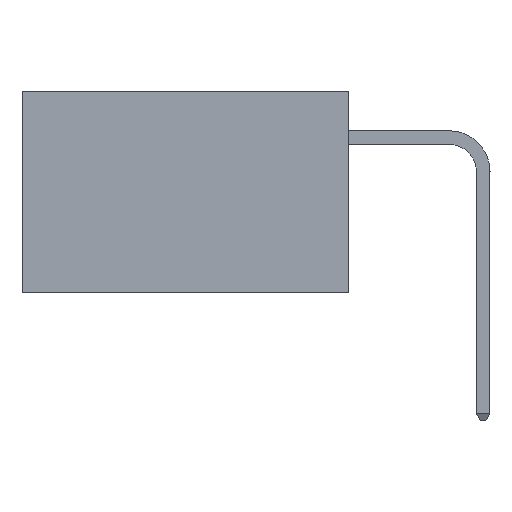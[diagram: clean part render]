
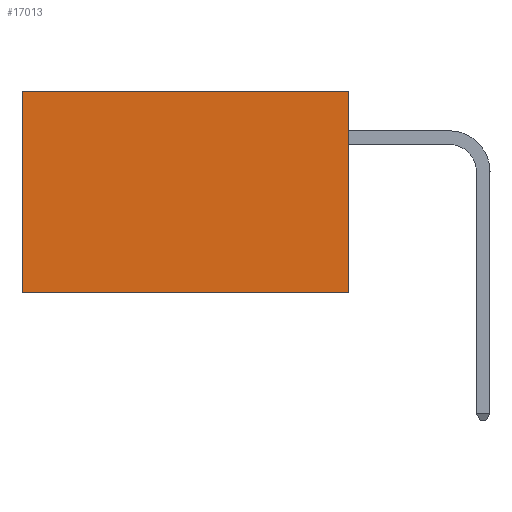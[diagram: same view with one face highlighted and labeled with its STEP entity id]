
A CAD part, left-side view. The second image highlights one B-rep face of the part: STEP entity #17013.
In plain terms, the highlighted planar face has unit normal (-1, 0, 0).
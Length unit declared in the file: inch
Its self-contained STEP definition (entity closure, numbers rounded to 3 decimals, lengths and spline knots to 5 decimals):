
#412 = DIRECTION ( 'NONE',  ( 0., 0., -1. ) ) ;
#734 = VECTOR ( 'NONE', #412, 39.37008 ) ;
#842 = CARTESIAN_POINT ( 'NONE',  ( 0.2875, 0., 0. ) ) ;
#3941 = EDGE_CURVE ( 'NONE', #15489, #31079, #25770, .T. ) ;
#4099 = CARTESIAN_POINT ( 'NONE',  ( 0.2875, 0.6, 0. ) ) ;
#6618 = PLANE ( 'NONE',  #19660 ) ;
#6865 = ORIENTED_EDGE ( 'NONE', *, *, #29321, .T. ) ;
#7741 = DIRECTION ( 'NONE',  ( 0., 1., 0. ) ) ;
#7828 = DIRECTION ( 'NONE',  ( 0., 0., -1. ) ) ;
#8686 = ORIENTED_EDGE ( 'NONE', *, *, #18570, .F. ) ;
#9101 = DIRECTION ( 'NONE',  ( 0., 0., -1. ) ) ;
#9650 = EDGE_CURVE ( 'NONE', #13756, #31211, #26357, .T. ) ;
#10723 = CARTESIAN_POINT ( 'NONE',  ( 0.2875, 0., 0. ) ) ;
#13093 = EDGE_LOOP ( 'NONE', ( #16418, #8686, #21146, #6865 ) ) ;
#13152 = CARTESIAN_POINT ( 'NONE',  ( 0.2875, 0.6, -0.37 ) ) ;
#13756 = VERTEX_POINT ( 'NONE', #4099 ) ;
#15025 = VECTOR ( 'NONE', #27906, 39.37008 ) ;
#15489 = VERTEX_POINT ( 'NONE', #10723 ) ;
#16418 = ORIENTED_EDGE ( 'NONE', *, *, #9650, .T. ) ;
#17013 = ADVANCED_FACE ( 'NONE', ( #29279 ), #6618, .F. ) ;
#18303 = VECTOR ( 'NONE', #7828, 39.37008 ) ;
#18312 = VECTOR ( 'NONE', #7741, 39.37008 ) ;
#18570 = EDGE_CURVE ( 'NONE', #31079, #31211, #29794, .T. ) ;
#18975 = CARTESIAN_POINT ( 'NONE',  ( 0.2875, 0., 0. ) ) ;
#19660 = AXIS2_PLACEMENT_3D ( 'NONE', #18975, #24013, #9101 ) ;
#20092 = CARTESIAN_POINT ( 'NONE',  ( 0.2875, 0., 0. ) ) ;
#21146 = ORIENTED_EDGE ( 'NONE', *, *, #3941, .F. ) ;
#24013 = DIRECTION ( 'NONE',  ( 1., 0., 0. ) ) ;
#25422 = CARTESIAN_POINT ( 'NONE',  ( 0.2875, 0., -0.37 ) ) ;
#25770 = LINE ( 'NONE', #842, #18303 ) ;
#26357 = LINE ( 'NONE', #30042, #734 ) ;
#26546 = LINE ( 'NONE', #20092, #18312 ) ;
#27537 = CARTESIAN_POINT ( 'NONE',  ( 0.2875, 0., -0.37 ) ) ;
#27906 = DIRECTION ( 'NONE',  ( 0., 1., 0. ) ) ;
#29279 = FACE_OUTER_BOUND ( 'NONE', #13093, .T. ) ;
#29321 = EDGE_CURVE ( 'NONE', #15489, #13756, #26546, .T. ) ;
#29794 = LINE ( 'NONE', #25422, #15025 ) ;
#30042 = CARTESIAN_POINT ( 'NONE',  ( 0.2875, 0.6, 0. ) ) ;
#31079 = VERTEX_POINT ( 'NONE', #27537 ) ;
#31211 = VERTEX_POINT ( 'NONE', #13152 ) ;
